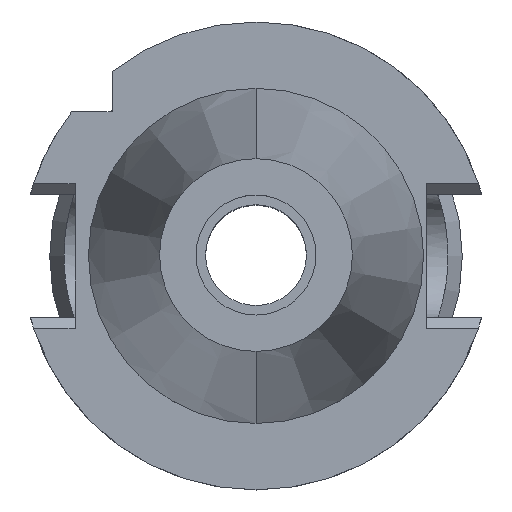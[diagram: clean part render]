
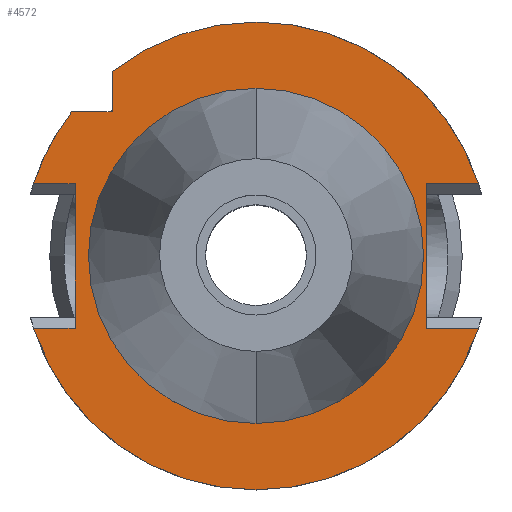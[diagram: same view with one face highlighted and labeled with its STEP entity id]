
A CAD part, top view. The second image highlights one B-rep face of the part: STEP entity #4572.
In plain terms, the highlighted planar face has unit normal (0, 0, 1).
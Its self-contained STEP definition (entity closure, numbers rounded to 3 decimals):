
#1828=CARTESIAN_POINT('',(46.369,15.05,-1.5));
#1840=DIRECTION('',(1.,0.,0.));
#1841=VECTOR('',#1840,10.869);
#1842=CARTESIAN_POINT('',(35.5,15.05,-1.5));
#1843=LINE('',#1842,#1841);
#1891=DIRECTION('',(0.,1.,0.));
#1892=VECTOR('',#1891,8.426);
#1893=CARTESIAN_POINT('',(-30.,30.,-1.5));
#1894=LINE('',#1893,#1892);
#1898=CARTESIAN_POINT('',(0.,0.,-1.5));
#1899=DIRECTION('',(0.,0.,-1.));
#1900=DIRECTION('',(-0.615,0.788,0.));
#1901=AXIS2_PLACEMENT_3D('',#1898,#1899,#1900);
#1906=CARTESIAN_POINT('',(0.,0.,-1.5));
#1907=DIRECTION('',(0.,0.,-1.));
#1908=DIRECTION('',(0.,1.,0.));
#1909=AXIS2_PLACEMENT_3D('',#1906,#1907,#1908);
#1914=DIRECTION('',(0.,-1.,0.));
#1915=VECTOR('',#1914,30.1);
#1916=CARTESIAN_POINT('',(35.5,15.05,-1.5));
#1917=LINE('',#1916,#1915);
#1921=DIRECTION('',(1.,0.,0.));
#1922=VECTOR('',#1921,10.869);
#1923=CARTESIAN_POINT('',(35.5,-15.05,-1.5));
#1924=LINE('',#1923,#1922);
#1928=CARTESIAN_POINT('',(0.,0.,-1.5));
#1929=DIRECTION('',(0.,0.,-1.));
#1930=DIRECTION('',(0.951,-0.309,0.));
#1931=AXIS2_PLACEMENT_3D('',#1928,#1929,#1930);
#1936=CARTESIAN_POINT('',(0.,0.,-1.5));
#1937=DIRECTION('',(0.,0.,-1.));
#1938=DIRECTION('',(0.,-1.,0.));
#1939=AXIS2_PLACEMENT_3D('',#1936,#1937,#1938);
#1944=DIRECTION('',(-1.,0.,0.));
#1945=VECTOR('',#1944,8.669);
#1946=CARTESIAN_POINT('',(-37.7,15.05,-1.5));
#1947=LINE('',#1946,#1945);
#1951=CARTESIAN_POINT('',(0.,0.,-1.5));
#1952=DIRECTION('',(0.,0.,-1.));
#1953=DIRECTION('',(-0.951,0.309,0.));
#1954=AXIS2_PLACEMENT_3D('',#1951,#1952,#1953);
#1959=CARTESIAN_POINT('',(0.,0.,-1.5));
#1960=DIRECTION('',(0.,0.,1.));
#1961=DIRECTION('',(0.,-1.,0.));
#1962=AXIS2_PLACEMENT_3D('',#1959,#1960,#1961);
#1967=CARTESIAN_POINT('',(0.,0.,-1.5));
#1968=DIRECTION('',(0.,0.,1.));
#1969=DIRECTION('',(0.,1.,0.));
#1970=AXIS2_PLACEMENT_3D('',#1967,#1968,#1969);
#1978=CARTESIAN_POINT('',(-46.369,-15.05,-1.5));
#2012=DIRECTION('',(-1.,0.,0.));
#2013=VECTOR('',#2012,8.669);
#2014=CARTESIAN_POINT('',(-37.7,-15.05,-1.5));
#2015=LINE('',#2014,#2013);
#2019=DIRECTION('',(0.,-1.,0.));
#2020=VECTOR('',#2019,30.1);
#2021=CARTESIAN_POINT('',(-37.7,15.05,-1.5));
#2022=LINE('',#2021,#2020);
#2121=DIRECTION('',(-1.,0.,0.));
#2122=VECTOR('',#2121,8.426);
#2123=CARTESIAN_POINT('',(-30.,30.,-1.5));
#2124=LINE('',#2123,#2122);
#3191=VERTEX_POINT('',#1978);
#3192=CARTESIAN_POINT('',(0.,-48.75,-1.5));
#3193=VERTEX_POINT('',#3192);
#3194=CARTESIAN_POINT('',(46.369,-15.05,-1.5));
#3195=VERTEX_POINT('',#3194);
#3196=CARTESIAN_POINT('',(-30.,38.426,-1.5));
#3197=VERTEX_POINT('',#3196);
#3198=VERTEX_POINT('',#1828);
#3199=CARTESIAN_POINT('',(0.,48.75,-1.5));
#3200=VERTEX_POINT('',#3199);
#3201=CARTESIAN_POINT('',(-38.426,30.,-1.5));
#3202=VERTEX_POINT('',#3201);
#3203=CARTESIAN_POINT('',(-46.369,15.05,-1.5));
#3204=VERTEX_POINT('',#3203);
#3205=CARTESIAN_POINT('',(-37.7,-15.05,-1.5));
#3206=VERTEX_POINT('',#3205);
#3207=CARTESIAN_POINT('',(-37.7,15.05,-1.5));
#3208=VERTEX_POINT('',#3207);
#3211=CARTESIAN_POINT('',(-30.,30.,-1.5));
#3212=VERTEX_POINT('',#3211);
#3213=CARTESIAN_POINT('',(35.5,15.05,-1.5));
#3214=VERTEX_POINT('',#3213);
#3215=CARTESIAN_POINT('',(35.5,-15.05,-1.5));
#3216=VERTEX_POINT('',#3215);
#3217=CARTESIAN_POINT('',(0.,-34.925,-1.5));
#3218=CARTESIAN_POINT('',(0.,34.925,-1.5));
#3219=VERTEX_POINT('',#3217);
#3220=VERTEX_POINT('',#3218);
#4538=CARTESIAN_POINT('',(0.,0.,-1.5));
#4539=DIRECTION('',(0.,0.,-1.));
#4540=DIRECTION('',(0.,-1.,0.));
#4541=AXIS2_PLACEMENT_3D('',#4538,#4539,#4540);
#4542=PLANE('',#4541);
#4543=ORIENTED_EDGE('',*,*,#4386,.T.);
#4544=ORIENTED_EDGE('',*,*,#4502,.T.);
#4545=ORIENTED_EDGE('',*,*,#4500,.T.);
#4546=ORIENTED_EDGE('',*,*,#4516,.F.);
#4547=ORIENTED_EDGE('',*,*,#4526,.T.);
#4549=ORIENTED_EDGE('',*,*,#4548,.T.);
#4551=ORIENTED_EDGE('',*,*,#4550,.T.);
#4553=ORIENTED_EDGE('',*,*,#4552,.T.);
#4555=ORIENTED_EDGE('',*,*,#4554,.F.);
#4557=ORIENTED_EDGE('',*,*,#4556,.F.);
#4559=ORIENTED_EDGE('',*,*,#4558,.T.);
#4561=ORIENTED_EDGE('',*,*,#4560,.T.);
#4563=ORIENTED_EDGE('',*,*,#4562,.F.);
#4564=EDGE_LOOP('',(#4543,#4544,#4545,#4546,#4547,#4549,#4551,#4553,#4555,#4557,
#4559,#4561,#4563));
#4565=FACE_OUTER_BOUND('',#4564,.F.);
#4567=ORIENTED_EDGE('',*,*,#4566,.T.);
#4569=ORIENTED_EDGE('',*,*,#4568,.T.);
#4570=EDGE_LOOP('',(#4567,#4569));
#4571=FACE_BOUND('',#4570,.F.);
#1902=CIRCLE('',#1901,48.75);
#1910=CIRCLE('',#1909,48.75);
#1932=CIRCLE('',#1931,48.75);
#1940=CIRCLE('',#1939,48.75);
#1955=CIRCLE('',#1954,48.75);
#1963=CIRCLE('',#1962,34.925);
#1971=CIRCLE('',#1970,34.925);
#4386=EDGE_CURVE('',#3212,#3197,#1894,.T.);
#4500=EDGE_CURVE('',#3200,#3198,#1910,.T.);
#4502=EDGE_CURVE('',#3197,#3200,#1902,.T.);
#4516=EDGE_CURVE('',#3214,#3198,#1843,.T.);
#4526=EDGE_CURVE('',#3214,#3216,#1917,.T.);
#4548=EDGE_CURVE('',#3216,#3195,#1924,.T.);
#4550=EDGE_CURVE('',#3195,#3193,#1932,.T.);
#4552=EDGE_CURVE('',#3193,#3191,#1940,.T.);
#4554=EDGE_CURVE('',#3206,#3191,#2015,.T.);
#4556=EDGE_CURVE('',#3208,#3206,#2022,.T.);
#4558=EDGE_CURVE('',#3208,#3204,#1947,.T.);
#4560=EDGE_CURVE('',#3204,#3202,#1955,.T.);
#4562=EDGE_CURVE('',#3212,#3202,#2124,.T.);
#4566=EDGE_CURVE('',#3219,#3220,#1963,.T.);
#4568=EDGE_CURVE('',#3220,#3219,#1971,.T.);
#4572=ADVANCED_FACE('',(#4565,#4571),#4542,.F.);
